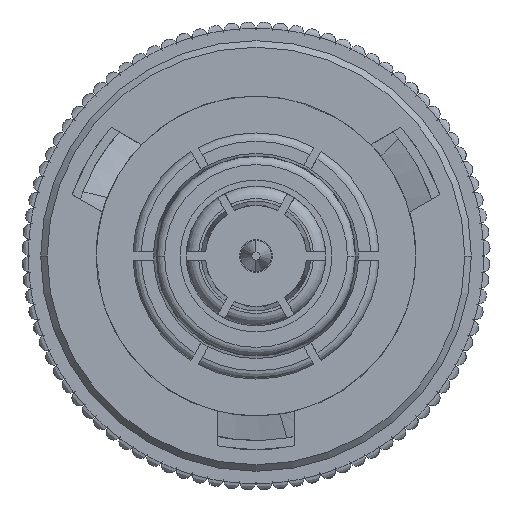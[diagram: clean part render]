
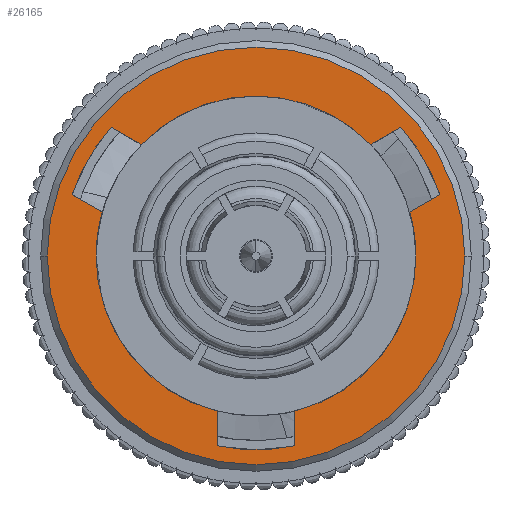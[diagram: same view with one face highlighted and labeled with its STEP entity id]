
A CAD part, left-side view. The second image highlights one B-rep face of the part: STEP entity #26165.
In plain terms, the highlighted face is planar.
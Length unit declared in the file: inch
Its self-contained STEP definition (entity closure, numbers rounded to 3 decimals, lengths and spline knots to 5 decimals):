
#732 = EDGE_CURVE ( 'NONE', #17774, #1913, #19904, .T. ) ;
#752 = CARTESIAN_POINT ( 'NONE',  ( 0., 0., 0. ) ) ;
#761 = EDGE_CURVE ( 'NONE', #12922, #11843, #13346, .T. ) ;
#768 = VERTEX_POINT ( 'NONE', #890 ) ;
#776 = AXIS2_PLACEMENT_3D ( 'NONE', #16721, #17234, #25564 ) ;
#890 = CARTESIAN_POINT ( 'NONE',  ( 0., 0., -0.2545 ) ) ;
#1753 = LINE ( 'NONE', #26433, #21607 ) ;
#1913 = VERTEX_POINT ( 'NONE', #7184 ) ;
#2123 = EDGE_CURVE ( 'NONE', #6172, #16185, #24131, .T. ) ;
#2355 = CARTESIAN_POINT ( 'NONE',  ( 0., 0., 0. ) ) ;
#2414 = EDGE_CURVE ( 'NONE', #5219, #11546, #4668, .T. ) ;
#2431 = CARTESIAN_POINT ( 'NONE',  ( 0., 0.18913, 0.0475 ) ) ;
#2622 = DIRECTION ( 'NONE',  ( 0., -0.5, 0.866 ) ) ;
#2628 = DIRECTION ( 'NONE',  ( -1., 0., 0. ) ) ;
#2925 = LINE ( 'NONE', #9281, #9616 ) ;
#3286 = CARTESIAN_POINT ( 'NONE',  ( 0., -0.1357, -0.14004 ) ) ;
#3524 = DIRECTION ( 'NONE',  ( 1., 0., 0. ) ) ;
#3797 = CARTESIAN_POINT ( 'NONE',  ( 0., 0., 0. ) ) ;
#4294 = DIRECTION ( 'NONE',  ( -1., 0., 0. ) ) ;
#4349 = CARTESIAN_POINT ( 'NONE',  ( 0., 0., 0.195 ) ) ;
#4379 = DIRECTION ( 'NONE',  ( 0., 0., 1. ) ) ;
#4390 = ORIENTED_EDGE ( 'NONE', *, *, #24519, .F. ) ;
#4668 = CIRCLE ( 'NONE', #776, 0.23622 ) ;
#4673 = CARTESIAN_POINT ( 'NONE',  ( 0., 0.2314, -0.0475 ) ) ;
#5170 = AXIS2_PLACEMENT_3D ( 'NONE', #752, #8994, #17239 ) ;
#5215 = ORIENTED_EDGE ( 'NONE', *, *, #6045, .F. ) ;
#5219 = VERTEX_POINT ( 'NONE', #4673 ) ;
#5382 = DIRECTION ( 'NONE',  ( 0., -1., 0. ) ) ;
#5616 = ORIENTED_EDGE ( 'NONE', *, *, #23663, .F. ) ;
#6045 = EDGE_CURVE ( 'NONE', #17774, #5219, #10934, .T. ) ;
#6172 = VERTEX_POINT ( 'NONE', #15384 ) ;
#6176 = CARTESIAN_POINT ( 'NONE',  ( 0., -0.1357, 0.14004 ) ) ;
#6631 = LINE ( 'NONE', #23185, #25978 ) ;
#6742 = ORIENTED_EDGE ( 'NONE', *, *, #10142, .F. ) ;
#6853 = DIRECTION ( 'NONE',  ( -1., 0., 0. ) ) ;
#6897 = FACE_OUTER_BOUND ( 'NONE', #20638, .T. ) ;
#7184 = CARTESIAN_POINT ( 'NONE',  ( 0., 0., -0.195 ) ) ;
#7195 = CARTESIAN_POINT ( 'NONE',  ( 0., -0.07456, 0.22414 ) ) ;
#7480 = AXIS2_PLACEMENT_3D ( 'NONE', #16671, #20758, #24982 ) ;
#7495 = ORIENTED_EDGE ( 'NONE', *, *, #732, .T. ) ;
#7543 = DIRECTION ( 'NONE',  ( 0., 0.5, 0.866 ) ) ;
#7549 = DIRECTION ( 'NONE',  ( -1., 0., 0. ) ) ;
#7552 = EDGE_CURVE ( 'NONE', #16612, #768, #25703, .T. ) ;
#7594 = VERTEX_POINT ( 'NONE', #21011 ) ;
#7708 = CARTESIAN_POINT ( 'NONE',  ( 0., 0., 0. ) ) ;
#8994 = DIRECTION ( 'NONE',  ( -1., 0., 0. ) ) ;
#9148 = DIRECTION ( 'NONE',  ( 0., 0.5, -0.866 ) ) ;
#9281 = CARTESIAN_POINT ( 'NONE',  ( 0., -0.15683, 0.17664 ) ) ;
#9416 = CIRCLE ( 'NONE', #16348, 0.195 ) ;
#9616 = VECTOR ( 'NONE', #9148, 39.37008 ) ;
#9858 = CARTESIAN_POINT ( 'NONE',  ( 0., 0.195, 0. ) ) ;
#9961 = VECTOR ( 'NONE', #2622, 39.37008 ) ;
#10019 = ORIENTED_EDGE ( 'NONE', *, *, #22686, .F. ) ;
#10142 = EDGE_CURVE ( 'NONE', #768, #16612, #16445, .T. ) ;
#10167 = EDGE_LOOP ( 'NONE', ( #7495, #16883, #5616, #22006, #13014, #25381, #10019, #10647, #4390, #24876, #16645, #21150, #22989, #5215 ) ) ;
#10559 = DIRECTION ( 'NONE',  ( 1., 0., 0. ) ) ;
#10613 = EDGE_CURVE ( 'NONE', #11843, #21692, #16887, .T. ) ;
#10647 = ORIENTED_EDGE ( 'NONE', *, *, #2123, .F. ) ;
#10934 = LINE ( 'NONE', #12707, #22340 ) ;
#11072 = DIRECTION ( 'NONE',  ( 0., 1., 0. ) ) ;
#11438 = DIRECTION ( 'NONE',  ( 0., -0.5, -0.866 ) ) ;
#11546 = VERTEX_POINT ( 'NONE', #19333 ) ;
#11843 = VERTEX_POINT ( 'NONE', #24312 ) ;
#12199 = DIRECTION ( 'NONE',  ( 0., 0., 1. ) ) ;
#12202 = EDGE_CURVE ( 'NONE', #1913, #7594, #9416, .T. ) ;
#12438 = AXIS2_PLACEMENT_3D ( 'NONE', #21124, #10559, #12602 ) ;
#12558 = DIRECTION ( 'NONE',  ( 0., 0., 1. ) ) ;
#12602 = DIRECTION ( 'NONE',  ( 0., 0., 1. ) ) ;
#12707 = CARTESIAN_POINT ( 'NONE',  ( 0., 0.2314, -0.0475 ) ) ;
#12922 = VERTEX_POINT ( 'NONE', #3286 ) ;
#13014 = ORIENTED_EDGE ( 'NONE', *, *, #761, .F. ) ;
#13041 = LINE ( 'NONE', #7195, #9961 ) ;
#13346 = LINE ( 'NONE', #25724, #21902 ) ;
#14118 = CARTESIAN_POINT ( 'NONE',  ( 0., -0.07456, -0.22414 ) ) ;
#14832 = EDGE_CURVE ( 'NONE', #11546, #17727, #6631, .T. ) ;
#14835 = CARTESIAN_POINT ( 'NONE',  ( 0., 0., 0. ) ) ;
#15384 = CARTESIAN_POINT ( 'NONE',  ( 0., -0.07456, 0.22414 ) ) ;
#15696 = ORIENTED_EDGE ( 'NONE', *, *, #7552, .F. ) ;
#15969 = DIRECTION ( 'NONE',  ( -1., 0., 0. ) ) ;
#16185 = VERTEX_POINT ( 'NONE', #23155 ) ;
#16348 = AXIS2_PLACEMENT_3D ( 'NONE', #7708, #15969, #25921 ) ;
#16445 = CIRCLE ( 'NONE', #20785, 0.2545 ) ;
#16612 = VERTEX_POINT ( 'NONE', #19290 ) ;
#16645 = ORIENTED_EDGE ( 'NONE', *, *, #24404, .T. ) ;
#16671 = CARTESIAN_POINT ( 'NONE',  ( 0., 0., 0. ) ) ;
#16721 = CARTESIAN_POINT ( 'NONE',  ( 0., 0., 0. ) ) ;
#16844 = CIRCLE ( 'NONE', #5170, 0.195 ) ;
#16883 = ORIENTED_EDGE ( 'NONE', *, *, #12202, .T. ) ;
#16887 = CIRCLE ( 'NONE', #22554, 0.23622 ) ;
#16958 = DIRECTION ( 'NONE',  ( -1., 0., 0. ) ) ;
#17234 = DIRECTION ( 'NONE',  ( 1., 0., 0. ) ) ;
#17239 = DIRECTION ( 'NONE',  ( 0., 0., 1. ) ) ;
#17727 = VERTEX_POINT ( 'NONE', #2431 ) ;
#17774 = VERTEX_POINT ( 'NONE', #25346 ) ;
#18613 = AXIS2_PLACEMENT_3D ( 'NONE', #2355, #16958, #4379 ) ;
#19164 = AXIS2_PLACEMENT_3D ( 'NONE', #21181, #2628, #25280 ) ;
#19290 = CARTESIAN_POINT ( 'NONE',  ( 0., 0., 0.2545 ) ) ;
#19333 = CARTESIAN_POINT ( 'NONE',  ( 0., 0.2314, 0.0475 ) ) ;
#19904 = CIRCLE ( 'NONE', #23397, 0.195 ) ;
#20296 = EDGE_CURVE ( 'NONE', #20461, #24877, #23527, .T. ) ;
#20461 = VERTEX_POINT ( 'NONE', #23858 ) ;
#20638 = EDGE_LOOP ( 'NONE', ( #15696, #6742 ) ) ;
#20758 = DIRECTION ( 'NONE',  ( -1., 0., 0. ) ) ;
#20785 = AXIS2_PLACEMENT_3D ( 'NONE', #14835, #6853, #21616 ) ;
#21011 = CARTESIAN_POINT ( 'NONE',  ( 0., -0.05343, -0.18754 ) ) ;
#21124 = CARTESIAN_POINT ( 'NONE',  ( 0., 0., 0. ) ) ;
#21150 = ORIENTED_EDGE ( 'NONE', *, *, #14832, .F. ) ;
#21181 = CARTESIAN_POINT ( 'NONE',  ( 0., 0., 0. ) ) ;
#21209 = CIRCLE ( 'NONE', #18613, 0.195 ) ;
#21607 = VECTOR ( 'NONE', #7543, 39.37008 ) ;
#21616 = DIRECTION ( 'NONE',  ( 0., 0., 1. ) ) ;
#21657 = PLANE ( 'NONE',  #23040 ) ;
#21692 = VERTEX_POINT ( 'NONE', #14118 ) ;
#21902 = VECTOR ( 'NONE', #11438, 39.37008 ) ;
#21928 = FACE_BOUND ( 'NONE', #10167, .T. ) ;
#22006 = ORIENTED_EDGE ( 'NONE', *, *, #10613, .F. ) ;
#22340 = VECTOR ( 'NONE', #11072, 39.37008 ) ;
#22554 = AXIS2_PLACEMENT_3D ( 'NONE', #3797, #3524, #12199 ) ;
#22686 = EDGE_CURVE ( 'NONE', #16185, #24044, #2925, .T. ) ;
#22875 = CARTESIAN_POINT ( 'NONE',  ( 0., 0., 0. ) ) ;
#22989 = ORIENTED_EDGE ( 'NONE', *, *, #2414, .F. ) ;
#23040 = AXIS2_PLACEMENT_3D ( 'NONE', #9858, #7549, #23846 ) ;
#23155 = CARTESIAN_POINT ( 'NONE',  ( 0., -0.15683, 0.17664 ) ) ;
#23185 = CARTESIAN_POINT ( 'NONE',  ( 0., 0.2314, 0.0475 ) ) ;
#23397 = AXIS2_PLACEMENT_3D ( 'NONE', #22875, #4294, #12558 ) ;
#23527 = CIRCLE ( 'NONE', #19164, 0.195 ) ;
#23663 = EDGE_CURVE ( 'NONE', #21692, #7594, #1753, .T. ) ;
#23846 = DIRECTION ( 'NONE',  ( 0., 0., 1. ) ) ;
#23858 = CARTESIAN_POINT ( 'NONE',  ( 0., -0.05343, 0.18754 ) ) ;
#24044 = VERTEX_POINT ( 'NONE', #6176 ) ;
#24131 = CIRCLE ( 'NONE', #12438, 0.23622 ) ;
#24194 = EDGE_CURVE ( 'NONE', #12922, #24044, #16844, .T. ) ;
#24312 = CARTESIAN_POINT ( 'NONE',  ( 0., -0.15683, -0.17664 ) ) ;
#24404 = EDGE_CURVE ( 'NONE', #24877, #17727, #21209, .T. ) ;
#24519 = EDGE_CURVE ( 'NONE', #20461, #6172, #13041, .T. ) ;
#24876 = ORIENTED_EDGE ( 'NONE', *, *, #20296, .T. ) ;
#24877 = VERTEX_POINT ( 'NONE', #4349 ) ;
#24982 = DIRECTION ( 'NONE',  ( 0., 0., 1. ) ) ;
#25280 = DIRECTION ( 'NONE',  ( 0., 0., 1. ) ) ;
#25346 = CARTESIAN_POINT ( 'NONE',  ( 0., 0.18913, -0.0475 ) ) ;
#25381 = ORIENTED_EDGE ( 'NONE', *, *, #24194, .T. ) ;
#25564 = DIRECTION ( 'NONE',  ( 0., 0., 1. ) ) ;
#25703 = CIRCLE ( 'NONE', #7480, 0.2545 ) ;
#25724 = CARTESIAN_POINT ( 'NONE',  ( 0., -0.15683, -0.17664 ) ) ;
#25921 = DIRECTION ( 'NONE',  ( 0., 0., 1. ) ) ;
#25978 = VECTOR ( 'NONE', #5382, 39.37008 ) ;
#26165 = ADVANCED_FACE ( 'NONE', ( #6897, #21928 ), #21657, .F. ) ;
#26433 = CARTESIAN_POINT ( 'NONE',  ( 0., -0.07456, -0.22414 ) ) ;
